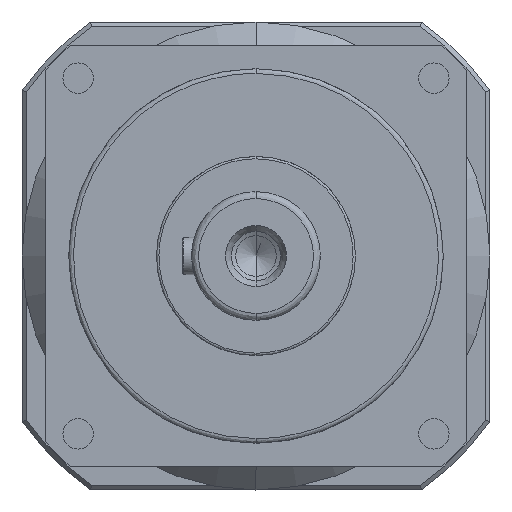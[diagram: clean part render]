
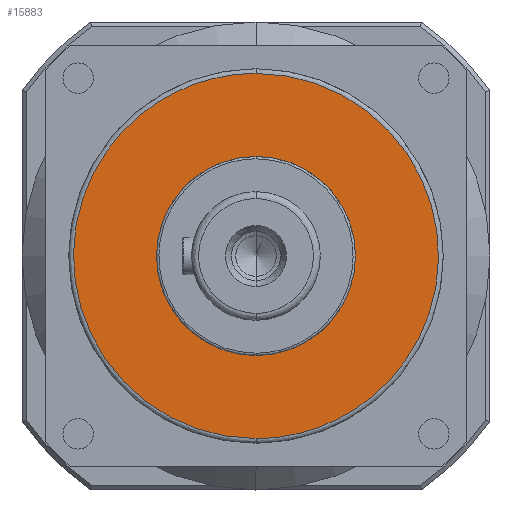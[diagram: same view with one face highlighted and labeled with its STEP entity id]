
A CAD part, left-side view. The second image highlights one B-rep face of the part: STEP entity #15883.
In plain terms, the highlighted face is planar.
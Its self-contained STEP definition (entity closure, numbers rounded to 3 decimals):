
#838 = CARTESIAN_POINT ( 'NONE',  ( -78., 0., 85. ) ) ;
#2168 = EDGE_CURVE ( 'NONE', #16690, #17184, #15908, .T. ) ;
#2197 = CARTESIAN_POINT ( 'NONE',  ( 78., 0., 85. ) ) ;
#4516 = ORIENTED_EDGE ( 'NONE', *, *, #2168, .F. ) ;
#5666 = ORIENTED_EDGE ( 'NONE', *, *, #26489, .F. ) ;
#6872 = ORIENTED_EDGE ( 'NONE', *, *, #16072, .F. ) ;
#7105 = CARTESIAN_POINT ( 'NONE',  ( -42.5, 0., 85. ) ) ;
#8568 =( BOUNDED_CURVE ( )  B_SPLINE_CURVE ( 3, ( #22571, #25351, #9375, #28041 ),
 .UNSPECIFIED., .F., .F. ) 
 B_SPLINE_CURVE_WITH_KNOTS ( ( 4, 4 ),
 ( 0., 0.5 ),
 .UNSPECIFIED. ) 
 CURVE ( )  GEOMETRIC_REPRESENTATION_ITEM ( )  RATIONAL_B_SPLINE_CURVE ( ( 1., 0.333, 0.333, 1. ) ) 
 REPRESENTATION_ITEM ( '' )  );
#8679 = CARTESIAN_POINT ( 'NONE',  ( 0., 0., 85. ) ) ;
#8753 = EDGE_LOOP ( 'NONE', ( #5666, #4516 ) ) ;
#9375 = CARTESIAN_POINT ( 'NONE',  ( -78., 156., 85. ) ) ;
#9550 = CARTESIAN_POINT ( 'NONE',  ( 0., 0., 85. ) ) ;
#9785 = ORIENTED_EDGE ( 'NONE', *, *, #24309, .F. ) ;
#9961 = CARTESIAN_POINT ( 'NONE',  ( -78., 0., 85. ) ) ;
#10610 = VERTEX_POINT ( 'NONE', #838 ) ;
#10640 = AXIS2_PLACEMENT_3D ( 'NONE', #8679, #27352, #11417 ) ;
#11417 = DIRECTION ( 'NONE',  ( 1., 0., 0. ) ) ;
#12268 = DIRECTION ( 'NONE',  ( 1., 0., 0. ) ) ;
#14706 = AXIS2_PLACEMENT_3D ( 'NONE', #26071, #26043, #25990 ) ;
#14970 =( BOUNDED_CURVE ( )  B_SPLINE_CURVE ( 3, ( #9961, #25726, #15397, #33966 ),
 .UNSPECIFIED., .F., .F. ) 
 B_SPLINE_CURVE_WITH_KNOTS ( ( 4, 4 ),
 ( 0.5, 1. ),
 .UNSPECIFIED. ) 
 CURVE ( )  GEOMETRIC_REPRESENTATION_ITEM ( )  RATIONAL_B_SPLINE_CURVE ( ( 1., 0.333, 0.333, 1. ) ) 
 REPRESENTATION_ITEM ( '' )  );
#15397 = CARTESIAN_POINT ( 'NONE',  ( 78., -156., 85. ) ) ;
#15883 = ADVANCED_FACE ( 'NONE', ( #34581, #28356 ), #32607, .F. ) ;
#15908 = CIRCLE ( 'NONE', #14706, 42.5 ) ;
#16072 = EDGE_CURVE ( 'NONE', #31775, #10610, #8568, .T. ) ;
#16663 = CIRCLE ( 'NONE', #27710, 42.5 ) ;
#16690 = VERTEX_POINT ( 'NONE', #7105 ) ;
#17184 = VERTEX_POINT ( 'NONE', #33039 ) ;
#22571 = CARTESIAN_POINT ( 'NONE',  ( 78., 0., 85. ) ) ;
#24309 = EDGE_CURVE ( 'NONE', #10610, #31775, #14970, .T. ) ;
#25351 = CARTESIAN_POINT ( 'NONE',  ( 78., 156., 85. ) ) ;
#25726 = CARTESIAN_POINT ( 'NONE',  ( -78., -156., 85. ) ) ;
#25990 = DIRECTION ( 'NONE',  ( 1., 0., 0. ) ) ;
#26043 = DIRECTION ( 'NONE',  ( 0., 0., -1. ) ) ;
#26071 = CARTESIAN_POINT ( 'NONE',  ( 0., 0., 85. ) ) ;
#26489 = EDGE_CURVE ( 'NONE', #17184, #16690, #16663, .T. ) ;
#27352 = DIRECTION ( 'NONE',  ( 0., 0., 1. ) ) ;
#27710 = AXIS2_PLACEMENT_3D ( 'NONE', #9550, #28228, #12268 ) ;
#28041 = CARTESIAN_POINT ( 'NONE',  ( -78., 0., 85. ) ) ;
#28228 = DIRECTION ( 'NONE',  ( 0., 0., -1. ) ) ;
#28356 = FACE_BOUND ( 'NONE', #8753, .T. ) ;
#31775 = VERTEX_POINT ( 'NONE', #2197 ) ;
#32607 = PLANE ( 'NONE',  #10640 ) ;
#33039 = CARTESIAN_POINT ( 'NONE',  ( 42.5, 0., 85. ) ) ;
#33386 = EDGE_LOOP ( 'NONE', ( #9785, #6872 ) ) ;
#33966 = CARTESIAN_POINT ( 'NONE',  ( 78., 0., 85. ) ) ;
#34581 = FACE_OUTER_BOUND ( 'NONE', #33386, .T. ) ;
